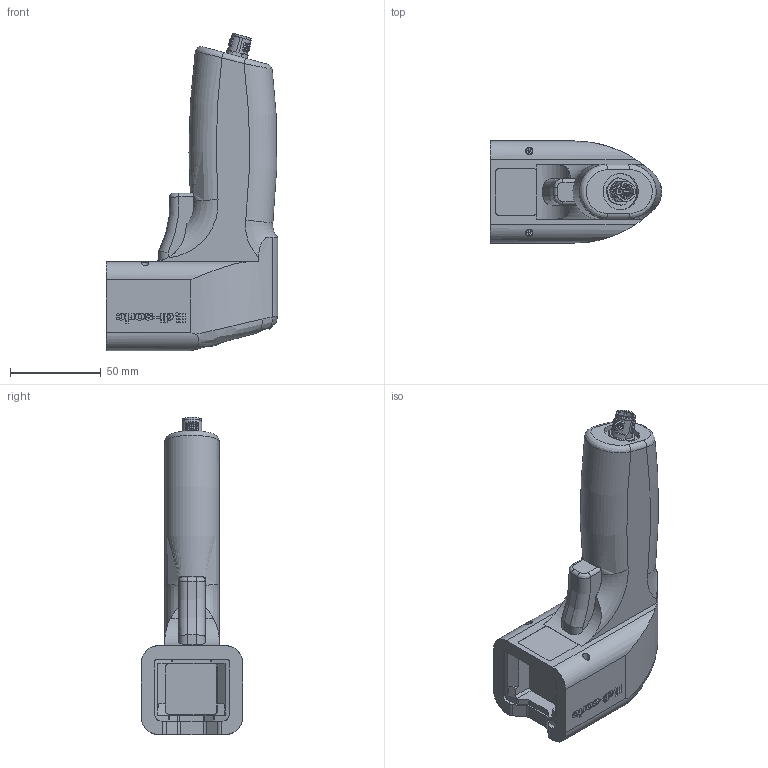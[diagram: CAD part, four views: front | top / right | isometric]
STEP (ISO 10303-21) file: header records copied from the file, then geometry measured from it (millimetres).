
FILE_DESCRIPTION(/* description */ ('DISO X xxx'),/* implementation_level */ '2;1');
FILE_NAME(/* name */ 'ID-200.stp',/* time_stamp */ '2016-02-01T07:41:56+01:00',/* author */ ('lsa'),/* organization */ ('di-soric GmbH & Co. KG'),/* preprocessor_version */ 'ST-DEVELOPER v16.1',/* originating_system */ 'Autodesk Inventor 2016',/* authorisation */ '');
FILE_SCHEMA (('AUTOMOTIVE_DESIGN { 1 0 10303 214 3 1 1 }'));
Length unit declared in the file: millimetre
Products named in the file (1): Bauteil2
Bounding box: 94.28 x 56 x 174.41 mm (x, y, z)
Volume: 339805.2 mm3; surface area: 40764 mm2
Topology: 1 solids, 20 shells, 720 faces, 1788 edges, 1175 vertices
Faces by surface type: plane 426, bspline 129, cylinder 114, cone 21, torus 16, sphere 14
Full cylindrical faces by diameter (mm): 0.63 x12, 1.567 x4, 2 x4, 2.5 x4, 3.8 x4, 4 x4, 10.7 x1, 20 x1
Entity records: 27421 total; most frequent: CARTESIAN_POINT 10942, ORIENTED_EDGE 3318, DIRECTION 2810, EDGE_CURVE 1659, VERTEX_POINT 1115, LINE 1050, VECTOR 1050, AXIS2_PLACEMENT_3D 880
